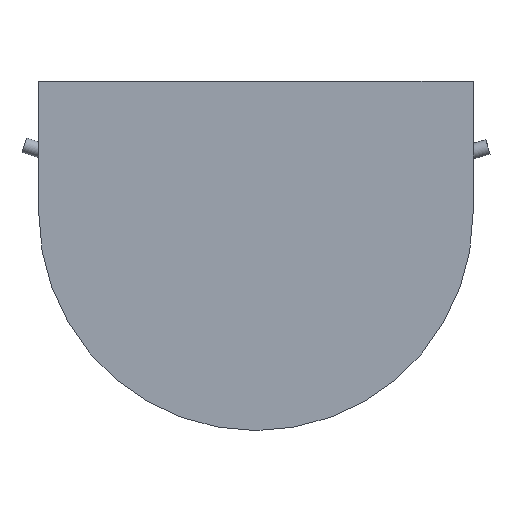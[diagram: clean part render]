
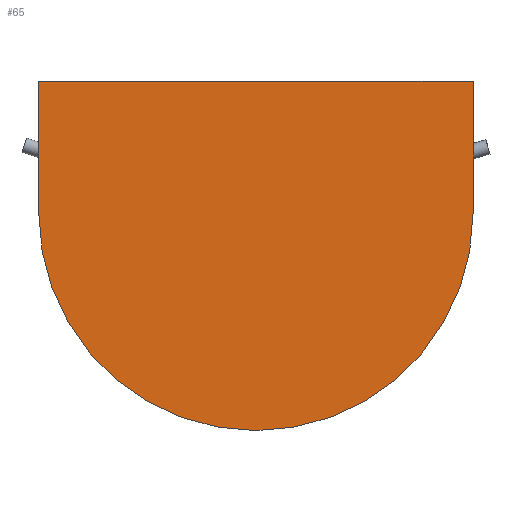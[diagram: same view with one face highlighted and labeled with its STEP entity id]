
A CAD part, front view. The second image highlights one B-rep face of the part: STEP entity #65.
In plain terms, the highlighted planar face has unit normal (0, -1, 0).
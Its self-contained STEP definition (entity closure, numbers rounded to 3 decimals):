
#21=B_SPLINE_CURVE_WITH_KNOTS('',3,(#650,#651,#652,#653,#654,#655),
.UNSPECIFIED.,.F.,.F.,(4,1,1,4),(0.,0.389,0.611,1.),
.UNSPECIFIED.);
#22=B_SPLINE_CURVE_WITH_KNOTS('',3,(#657,#658,#659,#660,#661,#662),
.UNSPECIFIED.,.F.,.F.,(4,1,1,4),(0.,0.389,0.611,1.),
.UNSPECIFIED.);
#52=PLANE('',#409);
#65=ADVANCED_FACE('',(#85),#52,.T.);
#85=FACE_OUTER_BOUND('',#105,.F.);
#105=EDGE_LOOP('',(#146,#147,#148,#149));
#146=ORIENTED_EDGE('',*,*,#269,.F.);
#147=ORIENTED_EDGE('',*,*,#270,.F.);
#148=ORIENTED_EDGE('',*,*,#271,.F.);
#149=ORIENTED_EDGE('',*,*,#272,.F.);
#226=LINE('',#663,#240);
#240=VECTOR('',#477,102.);
#269=EDGE_CURVE('',#314,#313,#21,.T.);
#270=EDGE_CURVE('',#312,#314,#294,.T.);
#271=EDGE_CURVE('',#311,#312,#22,.T.);
#272=EDGE_CURVE('',#313,#311,#226,.T.);
#294=CIRCLE('',#403,51.);
#311=VERTEX_POINT('',#558);
#312=VERTEX_POINT('',#559);
#313=VERTEX_POINT('',#560);
#314=VERTEX_POINT('',#561);
#403=AXIS2_PLACEMENT_3D('',#656,#475,#476);
#409=AXIS2_PLACEMENT_3D('',#677,#496,#497);
#475=DIRECTION('',(0.,-1.,0.));
#476=DIRECTION('',(-1.,0.,0.));
#477=DIRECTION('',(-1.,0.,0.));
#496=DIRECTION('',(0.,-1.,0.));
#497=DIRECTION('',(-1.,0.,0.));
#558=CARTESIAN_POINT('',(109.558,-46.447,1.006));
#559=CARTESIAN_POINT('',(109.558,-46.447,-29.994));
#560=CARTESIAN_POINT('',(211.558,-46.447,1.006));
#561=CARTESIAN_POINT('',(211.558,-46.447,-29.994));
#650=CARTESIAN_POINT('',(211.558,-46.447,-29.994));
#651=CARTESIAN_POINT('',(211.558,-46.447,-25.976));
#652=CARTESIAN_POINT('',(211.558,-46.447,-19.661));
#653=CARTESIAN_POINT('',(211.558,-46.447,-9.328));
#654=CARTESIAN_POINT('',(211.558,-46.447,-3.013));
#655=CARTESIAN_POINT('',(211.558,-46.447,1.006));
#656=CARTESIAN_POINT('',(160.558,-46.447,-29.994));
#657=CARTESIAN_POINT('',(109.558,-46.447,1.006));
#658=CARTESIAN_POINT('',(109.558,-46.447,-3.013));
#659=CARTESIAN_POINT('',(109.558,-46.447,-9.328));
#660=CARTESIAN_POINT('',(109.558,-46.447,-19.661));
#661=CARTESIAN_POINT('',(109.558,-46.447,-25.976));
#662=CARTESIAN_POINT('',(109.558,-46.447,-29.994));
#663=CARTESIAN_POINT('',(211.558,-46.447,1.006));
#677=CARTESIAN_POINT('',(212.645,-46.447,2.026));
